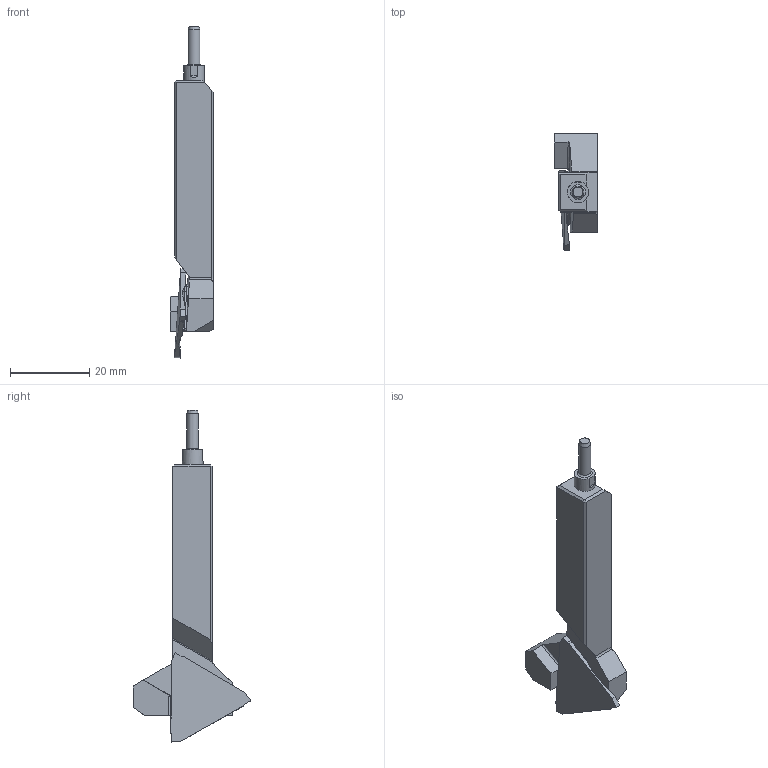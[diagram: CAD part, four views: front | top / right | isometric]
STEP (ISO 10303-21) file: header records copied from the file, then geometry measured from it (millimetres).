
FILE_DESCRIPTION(/* description */ (''),/* implementation_level */ '2;1');
FILE_NAME(/* name */ '1573455037044.stp',/* time_stamp */ '2019-11-11T12:20:58+06:00',/* author */ (''),/* organization */ ('SMS'),/* preprocessor_version */ 'ST-DEVELOPER v16.7',/* originating_system */ 'SIEMENS PLM Software NX 12.0',/* authorisation */ '');
FILE_SCHEMA (('AUTOMOTIVE_DESIGN { 1 0 10303 214 3 1 1 1 }'));
Length unit declared in the file: millimetre
Products named in the file (4): 202514411mod000_00; ASSEMBLY_CONSTRUCTION; 202537106mod000_00; 202537107mod000_00
Assembly tree (3 placements, depth 2):
  202537107mod000_00
    202537106mod000_00
    ASSEMBLY_CONSTRUCTION
    202514411mod000_00
Bounding box: 11 x 29.76 x 83.78 mm (x, y, z)
Volume: 7346.3 mm3; surface area: 3913.4 mm2
Topology: 2 solids, 2 shells, 148 faces, 381 edges, 248 vertices
Faces by surface type: plane 74, cylinder 37, bspline 19, torus 7, sphere 6, cone 5
Full cylindrical faces by diameter (mm): 3 x1, 5.3 x1
Entity records: 5150 total; most frequent: CARTESIAN_POINT 1501, ORIENTED_EDGE 750, DIRECTION 694, EDGE_CURVE 375, AXIS2_PLACEMENT_3D 244, VERTEX_POINT 236, LINE 206, VECTOR 206
